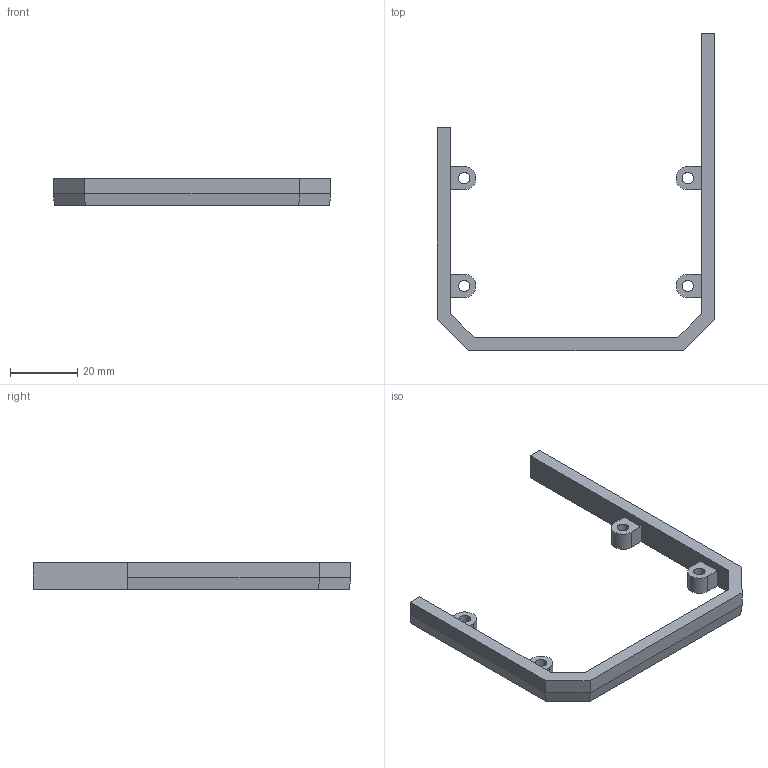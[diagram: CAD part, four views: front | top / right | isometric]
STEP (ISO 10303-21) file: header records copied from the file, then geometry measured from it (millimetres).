
FILE_DESCRIPTION(/* description */ (''),/* implementation_level */ '2;1');
FILE_NAME(/* name */ 'lead_screw_motor_cage_back_trim_3.1.step',/* time_stamp */ '2022-06-06T13:11:06+01:00',/* author */ (''),/* organization */ (''),/* preprocessor_version */ 'ST-DEVELOPER v19',/* originating_system */ 'Autodesk Translation Framework v11.7.0.108',/* authorisation */ '');
FILE_SCHEMA (('AUTOMOTIVE_DESIGN { 1 0 10303 214 3 1 1 }'));
Length unit declared in the file: millimetre
Products named in the file (1): lead_screw_motor_cage_back_trim_3.1
Bounding box: 82.42 x 94.21 x 8 mm (x, y, z)
Volume: 7871.2 mm3; surface area: 6175.9 mm2
Topology: 1 solids, 1 shells, 39 faces, 107 edges, 70 vertices
Faces by surface type: plane 31, cylinder 8
Full cylindrical faces by diameter (mm): 3.4 x4
Entity records: 1281 total; most frequent: CARTESIAN_POINT 217, ORIENTED_EDGE 214, DIRECTION 203, EDGE_CURVE 107, LINE 91, VECTOR 91, VERTEX_POINT 70, AXIS2_PLACEMENT_3D 56
